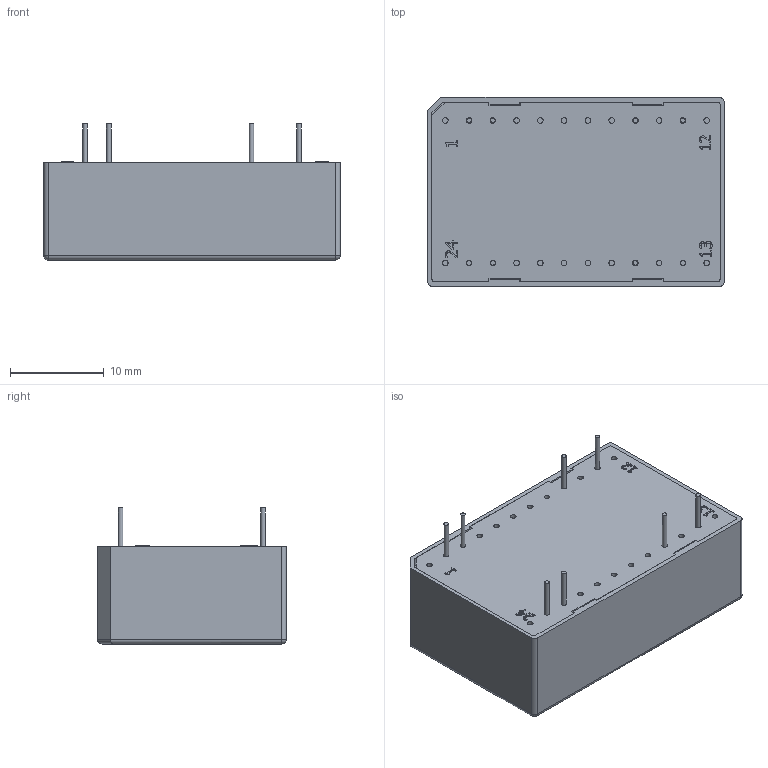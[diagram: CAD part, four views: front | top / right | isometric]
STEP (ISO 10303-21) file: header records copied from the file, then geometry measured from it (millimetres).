
FILE_DESCRIPTION(/* description */ (''),/* implementation_level */ '2;1');
FILE_NAME(/* name */ 'MIW06+MIWI06.stp',/* time_stamp */ '2015-03-13T08:41:50+08:00',/* author */ ('CALLIOPE'),/* organization */ (''),/* preprocessor_version */ 'ST-DEVELOPER v15.6',/* originating_system */ 'Autodesk Inventor 2015',/* authorisation */ '');
FILE_SCHEMA (('AUTOMOTIVE_DESIGN { 1 0 10303 214 3 1 1 }'));
Length unit declared in the file: millimetre
Products named in the file (3): MIWI06 CASE; BASE; MIW06+MIWI06
Assembly tree (2 placements, depth 2):
  MIW06+MIWI06
    MIWI06 CASE
    BASE
Bounding box: 31.68 x 20.2 x 14.55 mm (x, y, z)
Volume: 6604.4 mm3; surface area: 3774.9 mm2
Topology: 2 solids, 2 shells, 249 faces, 676 edges, 445 vertices
Faces by surface type: plane 132, cylinder 46, bspline 44, cone 24, sphere 3
Full cylindrical faces by diameter (mm): 0.5 x8, 0.6 x24
Entity records: 7706 total; most frequent: CARTESIAN_POINT 1864, ORIENTED_EDGE 1186, DIRECTION 1039, EDGE_CURVE 593, VERTEX_POINT 421, LINE 391, VECTOR 391, EDGE_LOOP 370
